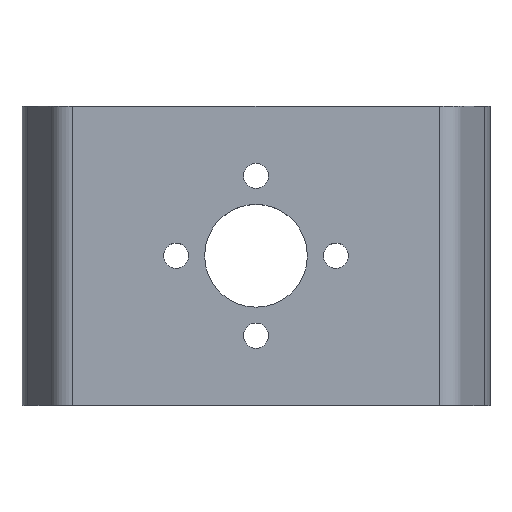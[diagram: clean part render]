
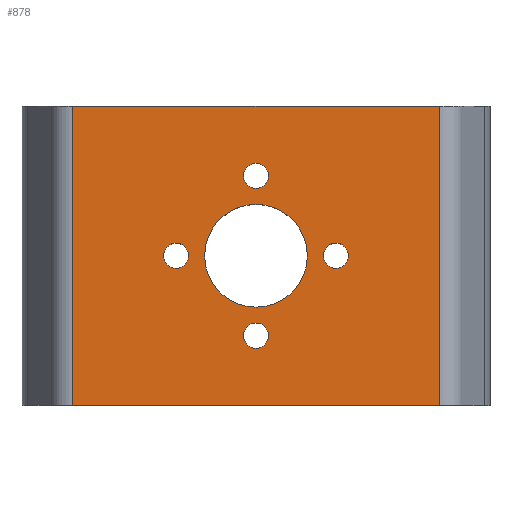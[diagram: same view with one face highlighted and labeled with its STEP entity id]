
A CAD part, top view. The second image highlights one B-rep face of the part: STEP entity #878.
In plain terms, the highlighted planar face has unit normal (0, 0, 1).
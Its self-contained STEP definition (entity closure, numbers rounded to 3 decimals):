
#692 = VERTEX_POINT('',#693);
#693 = CARTESIAN_POINT('',(36.558,-13.1,11.4));
#700 = EDGE_CURVE('',#692,#701,#703,.T.);
#701 = VERTEX_POINT('',#702);
#702 = CARTESIAN_POINT('',(4.442,-13.1,11.4));
#703 = LINE('',#704,#705);
#704 = CARTESIAN_POINT('',(41.,-13.1,11.4));
#705 = VECTOR('',#706,1.);
#706 = DIRECTION('',(-1.,0.,0.));
#750 = VERTEX_POINT('',#751);
#751 = CARTESIAN_POINT('',(4.442,13.1,11.4));
#758 = EDGE_CURVE('',#750,#759,#761,.T.);
#759 = VERTEX_POINT('',#760);
#760 = CARTESIAN_POINT('',(36.558,13.1,11.4));
#761 = LINE('',#762,#763);
#762 = CARTESIAN_POINT('',(0.,13.1,11.4));
#763 = VECTOR('',#764,1.);
#764 = DIRECTION('',(1.,0.,0.));
#866 = EDGE_CURVE('',#750,#701,#867,.T.);
#867 = LINE('',#868,#869);
#868 = CARTESIAN_POINT('',(4.442,13.1,11.4));
#869 = VECTOR('',#870,1.);
#870 = DIRECTION('',(0.,-1.,0.));
#878 = ADVANCED_FACE('',(#879,#890,#901,#912,#923,#934),#945,.T.);
#879 = FACE_BOUND('',#880,.T.);
#880 = EDGE_LOOP('',(#881,#882,#883,#884));
#881 = ORIENTED_EDGE('',*,*,#758,.F.);
#882 = ORIENTED_EDGE('',*,*,#866,.T.);
#883 = ORIENTED_EDGE('',*,*,#700,.F.);
#884 = ORIENTED_EDGE('',*,*,#885,.F.);
#885 = EDGE_CURVE('',#759,#692,#886,.T.);
#886 = LINE('',#887,#888);
#887 = CARTESIAN_POINT('',(36.558,13.1,11.4));
#888 = VECTOR('',#889,1.);
#889 = DIRECTION('',(0.,-1.,0.));
#890 = FACE_BOUND('',#891,.T.);
#891 = EDGE_LOOP('',(#892));
#892 = ORIENTED_EDGE('',*,*,#893,.T.);
#893 = EDGE_CURVE('',#894,#894,#896,.T.);
#894 = VERTEX_POINT('',#895);
#895 = CARTESIAN_POINT('',(27.5,1.1,11.4));
#896 = CIRCLE('',#897,1.1);
#897 = AXIS2_PLACEMENT_3D('',#898,#899,#900);
#898 = CARTESIAN_POINT('',(27.5,0.,11.4));
#899 = DIRECTION('',(0.,0.,-1.));
#900 = DIRECTION('',(0.,1.,0.));
#901 = FACE_BOUND('',#902,.T.);
#902 = EDGE_LOOP('',(#903));
#903 = ORIENTED_EDGE('',*,*,#904,.T.);
#904 = EDGE_CURVE('',#905,#905,#907,.T.);
#905 = VERTEX_POINT('',#906);
#906 = CARTESIAN_POINT('',(20.5,8.1,11.4));
#907 = CIRCLE('',#908,1.1);
#908 = AXIS2_PLACEMENT_3D('',#909,#910,#911);
#909 = CARTESIAN_POINT('',(20.5,7.,11.4));
#910 = DIRECTION('',(0.,0.,-1.));
#911 = DIRECTION('',(0.,1.,0.));
#912 = FACE_BOUND('',#913,.T.);
#913 = EDGE_LOOP('',(#914));
#914 = ORIENTED_EDGE('',*,*,#915,.T.);
#915 = EDGE_CURVE('',#916,#916,#918,.T.);
#916 = VERTEX_POINT('',#917);
#917 = CARTESIAN_POINT('',(20.5,-5.9,11.4));
#918 = CIRCLE('',#919,1.1);
#919 = AXIS2_PLACEMENT_3D('',#920,#921,#922);
#920 = CARTESIAN_POINT('',(20.5,-7.,11.4));
#921 = DIRECTION('',(0.,0.,-1.));
#922 = DIRECTION('',(0.,1.,0.));
#923 = FACE_BOUND('',#924,.T.);
#924 = EDGE_LOOP('',(#925));
#925 = ORIENTED_EDGE('',*,*,#926,.T.);
#926 = EDGE_CURVE('',#927,#927,#929,.T.);
#927 = VERTEX_POINT('',#928);
#928 = CARTESIAN_POINT('',(20.5,4.5,11.4));
#929 = CIRCLE('',#930,4.5);
#930 = AXIS2_PLACEMENT_3D('',#931,#932,#933);
#931 = CARTESIAN_POINT('',(20.5,0.,11.4));
#932 = DIRECTION('',(0.,0.,-1.));
#933 = DIRECTION('',(0.,1.,0.));
#934 = FACE_BOUND('',#935,.T.);
#935 = EDGE_LOOP('',(#936));
#936 = ORIENTED_EDGE('',*,*,#937,.T.);
#937 = EDGE_CURVE('',#938,#938,#940,.T.);
#938 = VERTEX_POINT('',#939);
#939 = CARTESIAN_POINT('',(13.5,1.1,11.4));
#940 = CIRCLE('',#941,1.1);
#941 = AXIS2_PLACEMENT_3D('',#942,#943,#944);
#942 = CARTESIAN_POINT('',(13.5,0.,11.4));
#943 = DIRECTION('',(0.,0.,-1.));
#944 = DIRECTION('',(0.,1.,0.));
#945 = PLANE('',#946);
#946 = AXIS2_PLACEMENT_3D('',#947,#948,#949);
#947 = CARTESIAN_POINT('',(20.5,0.,11.4));
#948 = DIRECTION('',(0.,0.,1.));
#949 = DIRECTION('',(0.,1.,0.));
